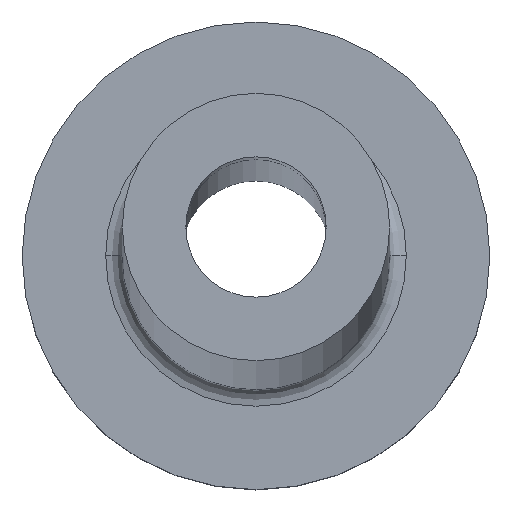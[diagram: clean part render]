
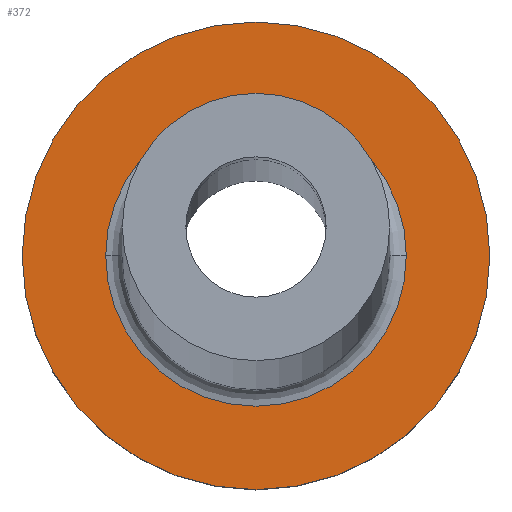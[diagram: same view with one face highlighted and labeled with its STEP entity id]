
A CAD part, top view. The second image highlights one B-rep face of the part: STEP entity #372.
In plain terms, the highlighted planar face has unit normal (0, 0, 1).
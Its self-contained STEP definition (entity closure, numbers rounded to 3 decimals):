
#2 = ORIENTED_EDGE ( 'NONE', *, *, #376, .T. ) ;
#16 = CARTESIAN_POINT ( 'NONE',  ( 0., 0., 5. ) ) ;
#18 = CIRCLE ( 'NONE', #105, 7. ) ;
#34 = AXIS2_PLACEMENT_3D ( 'NONE', #368, #81, #329 ) ;
#52 = CARTESIAN_POINT ( 'NONE',  ( 4.5, 0., 5. ) ) ;
#76 = EDGE_CURVE ( 'NONE', #345, #391, #198, .T. ) ;
#77 = ORIENTED_EDGE ( 'NONE', *, *, #76, .T. ) ;
#81 = DIRECTION ( 'NONE',  ( 0., 0., 1. ) ) ;
#96 = PLANE ( 'NONE',  #359 ) ;
#105 = AXIS2_PLACEMENT_3D ( 'NONE', #16, #267, #375 ) ;
#113 = AXIS2_PLACEMENT_3D ( 'NONE', #240, #272, #384 ) ;
#127 = ORIENTED_EDGE ( 'NONE', *, *, #225, .T. ) ;
#159 = CARTESIAN_POINT ( 'NONE',  ( -7., 0., 5. ) ) ;
#196 = EDGE_CURVE ( 'NONE', #430, #243, #319, .T. ) ;
#198 = CIRCLE ( 'NONE', #34, 7. ) ;
#212 = FACE_BOUND ( 'NONE', #219, .T. ) ;
#219 = EDGE_LOOP ( 'NONE', ( #127, #426 ) ) ;
#225 = EDGE_CURVE ( 'NONE', #243, #430, #350, .T. ) ;
#240 = CARTESIAN_POINT ( 'NONE',  ( 0., 0., 5. ) ) ;
#243 = VERTEX_POINT ( 'NONE', #52 ) ;
#248 = FACE_OUTER_BOUND ( 'NONE', #338, .T. ) ;
#267 = DIRECTION ( 'NONE',  ( 0., 0., 1. ) ) ;
#272 = DIRECTION ( 'NONE',  ( 0., 0., -1. ) ) ;
#281 = DIRECTION ( 'NONE',  ( 0., 0., 1. ) ) ;
#319 = CIRCLE ( 'NONE', #113, 4.5 ) ;
#329 = DIRECTION ( 'NONE',  ( 1., 0., 0. ) ) ;
#334 = AXIS2_PLACEMENT_3D ( 'NONE', #443, #439, #373 ) ;
#338 = EDGE_LOOP ( 'NONE', ( #2, #77 ) ) ;
#345 = VERTEX_POINT ( 'NONE', #454 ) ;
#349 = CARTESIAN_POINT ( 'NONE',  ( -4.5, 0., 5. ) ) ;
#350 = CIRCLE ( 'NONE', #334, 4.5 ) ;
#357 = CARTESIAN_POINT ( 'NONE',  ( 0., 0., 5. ) ) ;
#359 = AXIS2_PLACEMENT_3D ( 'NONE', #357, #281, #413 ) ;
#368 = CARTESIAN_POINT ( 'NONE',  ( 0., 0., 5. ) ) ;
#372 = ADVANCED_FACE ( 'NONE', ( #212, #248 ), #96, .T. ) ;
#373 = DIRECTION ( 'NONE',  ( 1., 0., 0. ) ) ;
#375 = DIRECTION ( 'NONE',  ( 1., 0., 0. ) ) ;
#376 = EDGE_CURVE ( 'NONE', #391, #345, #18, .T. ) ;
#384 = DIRECTION ( 'NONE',  ( 1., 0., 0. ) ) ;
#391 = VERTEX_POINT ( 'NONE', #159 ) ;
#413 = DIRECTION ( 'NONE',  ( 1., 0., 0. ) ) ;
#426 = ORIENTED_EDGE ( 'NONE', *, *, #196, .T. ) ;
#430 = VERTEX_POINT ( 'NONE', #349 ) ;
#439 = DIRECTION ( 'NONE',  ( 0., 0., -1. ) ) ;
#443 = CARTESIAN_POINT ( 'NONE',  ( 0., 0., 5. ) ) ;
#454 = CARTESIAN_POINT ( 'NONE',  ( 7., 0., 5. ) ) ;
